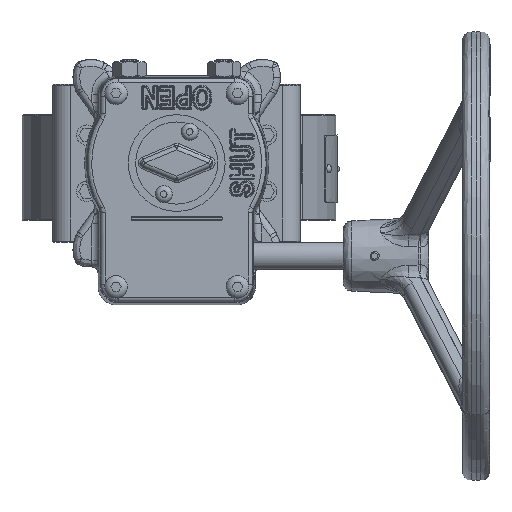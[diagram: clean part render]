
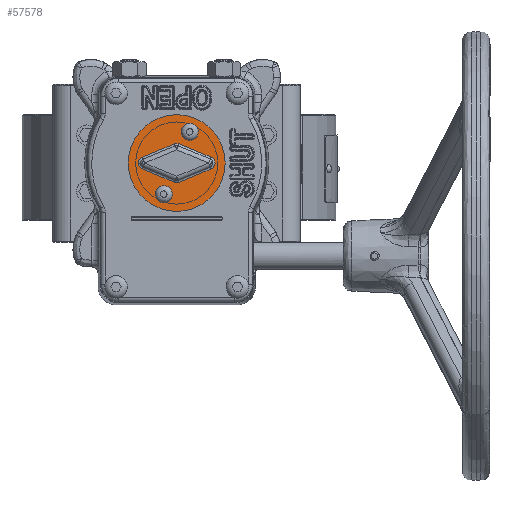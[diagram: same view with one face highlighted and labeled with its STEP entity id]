
A CAD part, top view. The second image highlights one B-rep face of the part: STEP entity #57578.
In plain terms, the highlighted planar face has unit normal (0, 0, 1).
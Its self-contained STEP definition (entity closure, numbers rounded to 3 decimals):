
#57478=CARTESIAN_POINT('',(-1.,0.,221.25));
#57479=DIRECTION('',(0.,0.,-1.));
#57480=DIRECTION('',(0.,-1.,0.));
#57481=AXIS2_PLACEMENT_3D('',#57478,#57479,#57480);
#57482=PLANE('',#57481);
#57483=CARTESIAN_POINT('',(-1.,-21.5,221.25));
#57484=VERTEX_POINT('',#57483);
#57485=CARTESIAN_POINT('',(-1.,21.5,221.25));
#57486=VERTEX_POINT('',#57485);
#57487=CARTESIAN_POINT('',(-1.,0.,221.25));
#57488=DIRECTION('',(0.,0.,-1.));
#57489=DIRECTION('',(0.,-1.,0.));
#57490=AXIS2_PLACEMENT_3D('',#57487,#57488,#57489);
#57491=CIRCLE('',#57490,21.5);
#57492=EDGE_CURVE('NONE',#57484,#57486,#57491,.T.);
#57493=ORIENTED_EDGE('',*,*,#57492,.F.);
#57494=CARTESIAN_POINT('',(-1.,0.,221.25));
#57495=DIRECTION('',(0.,0.,-1.));
#57496=DIRECTION('',(0.,-1.,0.));
#57497=AXIS2_PLACEMENT_3D('',#57494,#57495,#57496);
#57498=CIRCLE('',#57497,21.5);
#57499=EDGE_CURVE('NONE',#57486,#57484,#57498,.T.);
#57500=ORIENTED_EDGE('',*,*,#57499,.F.);
#57501=EDGE_LOOP('',(#57493,#57500));
#57502=FACE_BOUND('',#57501,.T.);
#57503=CARTESIAN_POINT('',(-16.293,2.613,221.25));
#57504=VERTEX_POINT('',#57503);
#57505=CARTESIAN_POINT('',(-18.039,0.,221.25));
#57506=VERTEX_POINT('',#57505);
#57507=CARTESIAN_POINT('',(-16.293,2.613,221.25));
#57508=CARTESIAN_POINT('',(-17.384,2.161,221.25));
#57509=CARTESIAN_POINT('',(-18.039,1.18,221.25));
#57510=CARTESIAN_POINT('',(-18.039,0.,221.25));
#57511=(BOUNDED_CURVE()
B_SPLINE_CURVE(3,(#57507,#57508,#57509,#57510),.UNSPECIFIED.,.F.,.F.)
B_SPLINE_CURVE_WITH_KNOTS((4,4),(0.,0.5),.UNSPECIFIED.)
CURVE()
GEOMETRIC_REPRESENTATION_ITEM()
RATIONAL_B_SPLINE_CURVE((1.,0.888,0.888,1.))
REPRESENTATION_ITEM(''));
#57512=EDGE_CURVE('NONE',#57504,#57506,#57511,.T.);
#57513=ORIENTED_EDGE('',*,*,#57512,.F.);
#57514=CARTESIAN_POINT('',(-2.082,8.5,221.25));
#57515=VERTEX_POINT('',#57514);
#57516=CARTESIAN_POINT('',(-2.082,8.5,221.25));
#57517=CARTESIAN_POINT('',(-16.293,2.613,221.25));
#57518=B_SPLINE_CURVE_WITH_KNOTS('',1,(#57516,#57517),.UNSPECIFIED.,.F.,.F.,(2,2),(0.,15.382),.UNSPECIFIED.);
#57519=EDGE_CURVE('NONE',#57515,#57504,#57518,.T.);
#57520=ORIENTED_EDGE('',*,*,#57519,.F.);
#57521=CARTESIAN_POINT('',(0.082,8.5,221.25));
#57522=VERTEX_POINT('',#57521);
#57523=CARTESIAN_POINT('',(0.082,8.5,221.25));
#57524=CARTESIAN_POINT('',(-0.62,8.79,221.25));
#57525=CARTESIAN_POINT('',(-1.38,8.79,221.25));
#57526=CARTESIAN_POINT('',(-2.082,8.5,221.25));
#57527=(BOUNDED_CURVE()
B_SPLINE_CURVE(3,(#57523,#57524,#57525,#57526),.UNSPECIFIED.,.F.,.F.)
B_SPLINE_CURVE_WITH_KNOTS((4,4),(0.,1.),.UNSPECIFIED.)
CURVE()
GEOMETRIC_REPRESENTATION_ITEM()
RATIONAL_B_SPLINE_CURVE((1.,0.949,0.949,1.))
REPRESENTATION_ITEM(''));
#57528=EDGE_CURVE('NONE',#57522,#57515,#57527,.T.);
#57529=ORIENTED_EDGE('',*,*,#57528,.F.);
#57530=CARTESIAN_POINT('',(14.293,2.613,221.25));
#57531=VERTEX_POINT('',#57530);
#57532=CARTESIAN_POINT('',(14.293,2.613,221.25));
#57533=CARTESIAN_POINT('',(0.082,8.5,221.25));
#57534=B_SPLINE_CURVE_WITH_KNOTS('',1,(#57532,#57533),.UNSPECIFIED.,.F.,.F.,(2,2),(0.,15.382),.UNSPECIFIED.);
#57535=EDGE_CURVE('NONE',#57531,#57522,#57534,.T.);
#57536=ORIENTED_EDGE('',*,*,#57535,.F.);
#57537=CARTESIAN_POINT('',(14.293,-2.613,221.25));
#57538=VERTEX_POINT('',#57537);
#57539=CARTESIAN_POINT('',(14.293,-2.613,221.25));
#57540=CARTESIAN_POINT('',(17.028,-1.48,221.25));
#57541=CARTESIAN_POINT('',(17.028,1.48,221.25));
#57542=CARTESIAN_POINT('',(14.293,2.613,221.25));
#57543=(BOUNDED_CURVE()
B_SPLINE_CURVE(3,(#57539,#57540,#57541,#57542),.UNSPECIFIED.,.F.,.F.)
B_SPLINE_CURVE_WITH_KNOTS((4,4),(0.,1.),.UNSPECIFIED.)
CURVE()
GEOMETRIC_REPRESENTATION_ITEM()
RATIONAL_B_SPLINE_CURVE((1.,0.588,0.588,1.))
REPRESENTATION_ITEM(''));
#57544=EDGE_CURVE('NONE',#57538,#57531,#57543,.T.);
#57545=ORIENTED_EDGE('',*,*,#57544,.F.);
#57546=CARTESIAN_POINT('',(0.082,-8.5,221.25));
#57547=VERTEX_POINT('',#57546);
#57548=CARTESIAN_POINT('',(0.082,-8.5,221.25));
#57549=CARTESIAN_POINT('',(14.293,-2.613,221.25));
#57550=B_SPLINE_CURVE_WITH_KNOTS('',1,(#57548,#57549),.UNSPECIFIED.,.F.,.F.,(2,2),(0.,15.382),.UNSPECIFIED.);
#57551=EDGE_CURVE('NONE',#57547,#57538,#57550,.T.);
#57552=ORIENTED_EDGE('',*,*,#57551,.F.);
#57553=CARTESIAN_POINT('',(-2.082,-8.5,221.25));
#57554=VERTEX_POINT('',#57553);
#57555=CARTESIAN_POINT('',(-2.082,-8.5,221.25));
#57556=CARTESIAN_POINT('',(-1.38,-8.79,221.25));
#57557=CARTESIAN_POINT('',(-0.62,-8.79,221.25));
#57558=CARTESIAN_POINT('',(0.082,-8.5,221.25));
#57559=(BOUNDED_CURVE()
B_SPLINE_CURVE(3,(#57555,#57556,#57557,#57558),.UNSPECIFIED.,.F.,.F.)
B_SPLINE_CURVE_WITH_KNOTS((4,4),(0.,1.),.UNSPECIFIED.)
CURVE()
GEOMETRIC_REPRESENTATION_ITEM()
RATIONAL_B_SPLINE_CURVE((1.,0.949,0.949,1.))
REPRESENTATION_ITEM(''));
#57560=EDGE_CURVE('NONE',#57554,#57547,#57559,.T.);
#57561=ORIENTED_EDGE('',*,*,#57560,.F.);
#57562=CARTESIAN_POINT('',(-16.293,-2.613,221.25));
#57563=VERTEX_POINT('',#57562);
#57564=CARTESIAN_POINT('',(-16.293,-2.613,221.25));
#57565=CARTESIAN_POINT('',(-2.082,-8.5,221.25));
#57566=B_SPLINE_CURVE_WITH_KNOTS('',1,(#57564,#57565),.UNSPECIFIED.,.F.,.F.,(2,2),(0.,15.382),.UNSPECIFIED.);
#57567=EDGE_CURVE('NONE',#57563,#57554,#57566,.T.);
#57568=ORIENTED_EDGE('',*,*,#57567,.F.);
#57569=CARTESIAN_POINT('',(-18.039,0.,221.25));
#57570=CARTESIAN_POINT('',(-18.039,-1.18,221.25));
#57571=CARTESIAN_POINT('',(-17.384,-2.161,221.25));
#57572=CARTESIAN_POINT('',(-16.293,-2.613,221.25));
#57573=(BOUNDED_CURVE()
B_SPLINE_CURVE(3,(#57569,#57570,#57571,#57572),.UNSPECIFIED.,.F.,.F.)
B_SPLINE_CURVE_WITH_KNOTS((4,4),(0.5,1.),.UNSPECIFIED.)
CURVE()
GEOMETRIC_REPRESENTATION_ITEM()
RATIONAL_B_SPLINE_CURVE((1.,0.888,0.888,1.))
REPRESENTATION_ITEM(''));
#57574=EDGE_CURVE('NONE',#57506,#57563,#57573,.T.);
#57575=ORIENTED_EDGE('',*,*,#57574,.F.);
#57576=EDGE_LOOP('',(#57513,#57520,#57529,#57536,#57545,#57552,#57561,#57568,#57575));
#57577=FACE_BOUND('',#57576,.T.);
#57578=ADVANCED_FACE('NONE',(#57502,#57577),#57482,.F.);
